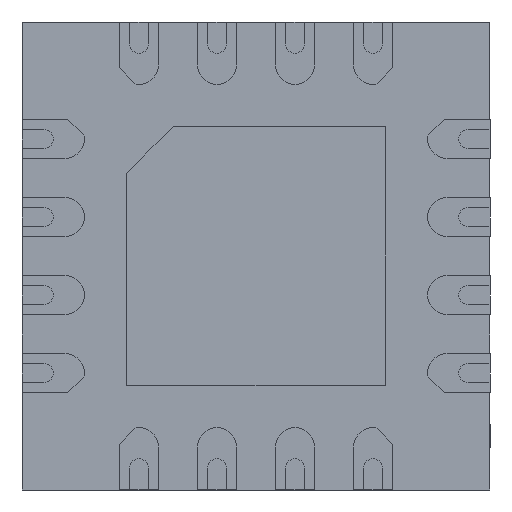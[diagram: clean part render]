
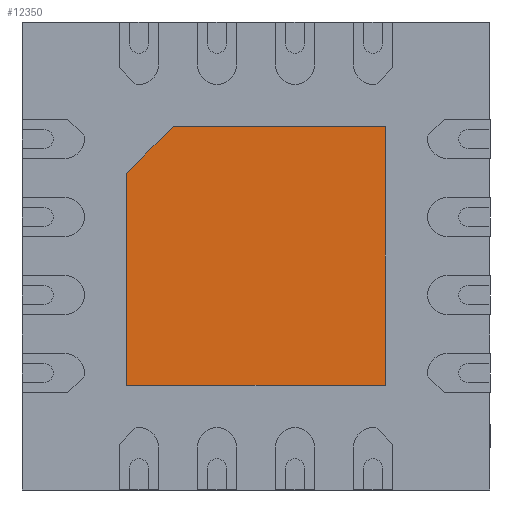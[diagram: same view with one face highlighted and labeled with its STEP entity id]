
A CAD part, front view. The second image highlights one B-rep face of the part: STEP entity #12350.
In plain terms, the highlighted planar face has unit normal (0, -1, 0).
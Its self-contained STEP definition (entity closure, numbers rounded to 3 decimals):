
#2948=ORIENTED_EDGE('',*,*,#5331,.T.);
#2949=ORIENTED_EDGE('',*,*,#5334,.T.);
#2950=ORIENTED_EDGE('',*,*,#5337,.T.);
#2951=ORIENTED_EDGE('',*,*,#5340,.T.);
#2952=ORIENTED_EDGE('',*,*,#5342,.T.);
#5331=EDGE_CURVE('',#6732,#6735,#8153,.T.);
#5334=EDGE_CURVE('',#6735,#6737,#8156,.T.);
#5337=EDGE_CURVE('',#6737,#6739,#8159,.T.);
#5340=EDGE_CURVE('',#6739,#6741,#8162,.T.);
#5342=EDGE_CURVE('',#6741,#6732,#8164,.T.);
#6732=VERTEX_POINT('',#21971);
#6735=VERTEX_POINT('',#21976);
#6737=VERTEX_POINT('',#21982);
#6739=VERTEX_POINT('',#21988);
#6741=VERTEX_POINT('',#21994);
#8153=LINE('',#21977,#9665);
#8156=LINE('',#21983,#9668);
#8159=LINE('',#21989,#9671);
#8162=LINE('',#21995,#9674);
#8164=LINE('',#21998,#9676);
#9665=VECTOR('',#18390,1000.);
#9668=VECTOR('',#18395,1000.);
#9671=VECTOR('',#18400,1000.);
#9674=VECTOR('',#18405,1000.);
#9676=VECTOR('',#18409,1000.);
#10583=EDGE_LOOP('',(#2948,#2949,#2950,#2951,#2952));
#11229=FACE_BOUND('',#10583,.T.);
#11766=PLANE('',#15806);
#12350=ADVANCED_FACE('',(#11229),#11766,.T.);
#15806=AXIS2_PLACEMENT_3D('',#21999,#18410,#18411);
#18390=DIRECTION('',(-0.707,0.,-0.707));
#18395=DIRECTION('',(0.,0.,-1.));
#18400=DIRECTION('',(1.,0.,0.));
#18405=DIRECTION('',(0.,0.,1.));
#18409=DIRECTION('',(-1.,0.,0.));
#18410=DIRECTION('',(0.,-1.,0.));
#18411=DIRECTION('',(0.,0.,-1.));
#21971=CARTESIAN_POINT('',(-0.53,-0.203,0.83));
#21976=CARTESIAN_POINT('',(-0.83,-0.203,0.53));
#21977=CARTESIAN_POINT('',(-0.53,-0.203,0.83));
#21982=CARTESIAN_POINT('',(-0.83,-0.203,-0.83));
#21983=CARTESIAN_POINT('',(-0.83,-0.203,0.53));
#21988=CARTESIAN_POINT('',(0.83,-0.203,-0.83));
#21989=CARTESIAN_POINT('',(-0.83,-0.203,-0.83));
#21994=CARTESIAN_POINT('',(0.83,-0.203,0.83));
#21995=CARTESIAN_POINT('',(0.83,-0.203,-0.83));
#21998=CARTESIAN_POINT('',(0.83,-0.203,0.83));
#21999=CARTESIAN_POINT('',(0.,-0.203,0.));
